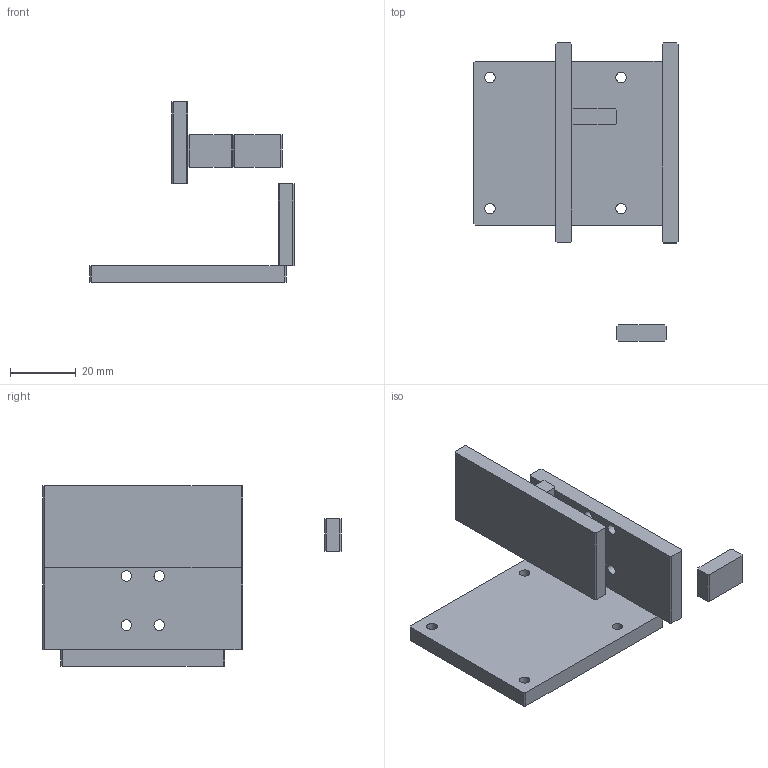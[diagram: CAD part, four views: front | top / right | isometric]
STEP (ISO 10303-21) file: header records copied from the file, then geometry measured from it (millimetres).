
FILE_DESCRIPTION(('Open CASCADE Model'),'2;1');
FILE_NAME('Open CASCADE Shape Model','2025-11-26T00:32:07',('Author'),( 'Open CASCADE'),'Open CASCADE STEP processor 7.8','Open CASCADE 7.8' ,'Unknown');
FILE_SCHEMA(('AUTOMOTIVE_DESIGN { 1 0 10303 214 1 1 1 1 }'));
Length unit declared in the file: millimetre
Products named in the file (4): Open CASCADE STEP translator 7.8 1; Open CASCADE STEP translator 7.8 1.1; Open CASCADE STEP translator 7.8 1.2; Open CASCADE STEP translator 7.8 1.3
Assembly tree (3 placements, depth 2):
  Open CASCADE STEP translator 7.8 1
    Open CASCADE STEP translator 7.8 1.1
    Open CASCADE STEP translator 7.8 1.2
    Open CASCADE STEP translator 7.8 1.3
Bounding box: 62.5 x 91 x 55 mm (x, y, z)
Volume: 31333.3 mm3; surface area: 15814.6 mm2
Topology: 3 solids, 3 shells, 57 faces, 152 edges, 102 vertices
Faces by surface type: plane 49, cylinder 8
Full cylindrical faces by diameter (mm): 3.2 x8
Entity records: 3846 total; most frequent: CARTESIAN_POINT 671, DIRECTION 582, LINE 420, VECTOR 420, ORIENTED_EDGE 304, PCURVE 304, DEFINITIONAL_REPRESENTATION 304, EDGE_CURVE 152
